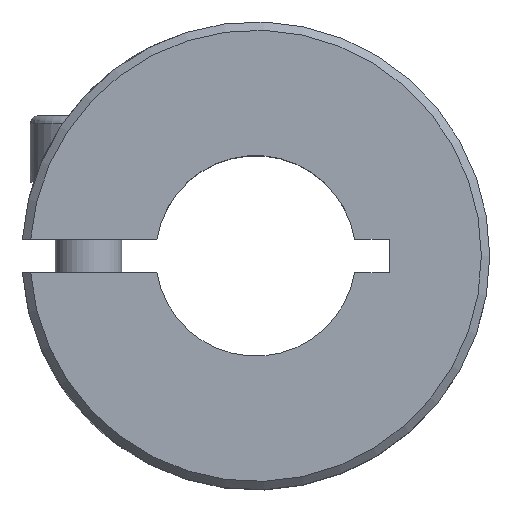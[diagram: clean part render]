
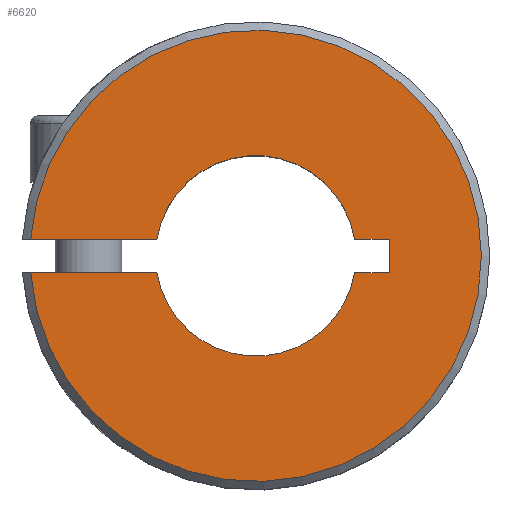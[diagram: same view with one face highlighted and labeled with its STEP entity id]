
A CAD part, top view. The second image highlights one B-rep face of the part: STEP entity #6620.
In plain terms, the highlighted planar face has unit normal (0, 0, 1).
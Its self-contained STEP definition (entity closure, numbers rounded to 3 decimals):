
#2620=CARTESIAN_POINT('',(-5.916,-1.,11.));
#2630=VERTEX_POINT('',#2620);
#2660=CARTESIAN_POINT('',(0.,-1.,11.));
#2670=DIRECTION('',(-1.,0.,0.));
#2680=VECTOR('',#2670,1.);
#2690=LINE('',#2660,#2680);
#2700=CARTESIAN_POINT('',(-13.463,-1.,11.));
#2710=VERTEX_POINT('',#2700);
#2720=EDGE_CURVE('',#2630,#2710,#2690,.T.);
#4970=CARTESIAN_POINT('',(-13.463,1.,11.));
#4980=VERTEX_POINT('',#4970);
#5030=CARTESIAN_POINT('',(0.,0.,11.)
);
#5040=DIRECTION('',(0.,0.,1.));
#5050=DIRECTION('',(-1.,0.,0.));
#5060=AXIS2_PLACEMENT_3D('',#5030,#5040,#5050);
#5070=CIRCLE('',#5060,13.5);
#5080=EDGE_CURVE('',#2710,#4980,#5070,.T.);
#6050=CARTESIAN_POINT('',(40.463,-13.5,11.));
#6060=DIRECTION('',(0.,-0.,1.));
#6070=DIRECTION('',(0.,1.,0.));
#6080=AXIS2_PLACEMENT_3D('',#6050,#6060,#6070);
#6090=PLANE('',#6080);
#6100=CARTESIAN_POINT('',(8.,0.,11.));
#6110=DIRECTION('',(0.,-1.,0.));
#6120=VECTOR('',#6110,1.);
#6130=LINE('',#6100,#6120);
#6140=CARTESIAN_POINT('',(8.,1.,11.));
#6150=VERTEX_POINT('',#6140);
#6160=CARTESIAN_POINT('',(8.,-1.,11.));
#6170=VERTEX_POINT('',#6160);
#6180=EDGE_CURVE('',#6150,#6170,#6130,.T.);
#6190=ORIENTED_EDGE('',*,*,#6180,.T.);
#6200=CARTESIAN_POINT('',(0.,1.,11.));
#6210=DIRECTION('',(1.,0.,0.));
#6220=VECTOR('',#6210,1.);
#6230=LINE('',#6200,#6220);
#6240=CARTESIAN_POINT('',(5.916,1.,11.));
#6250=VERTEX_POINT('',#6240);
#6260=EDGE_CURVE('',#6250,#6150,#6230,.T.);
#6270=ORIENTED_EDGE('',*,*,#6260,.T.);
#6280=CARTESIAN_POINT('',(0.,0.,
11.));
#6290=DIRECTION('',(0.,0.,1.));
#6300=DIRECTION('',(1.,0.,0.));
#6310=AXIS2_PLACEMENT_3D('',#6280,#6290,#6300);
#6320=CIRCLE('',#6310,6.);
#6330=CARTESIAN_POINT('',(-5.916,1.,11.));
#6340=VERTEX_POINT('',#6330);
#6350=EDGE_CURVE('',#6250,#6340,#6320,.T.);
#6360=ORIENTED_EDGE('',*,*,#6350,.F.);
#6370=CARTESIAN_POINT('',(0.,1.,11.));
#6380=DIRECTION('',(1.,0.,0.));
#6390=VECTOR('',#6380,1.);
#6400=LINE('',#6370,#6390);
#6410=EDGE_CURVE('',#4980,#6340,#6400,.T.);
#6420=ORIENTED_EDGE('',*,*,#6410,.T.);
#6430=ORIENTED_EDGE('',*,*,#5080,.T.);
#6440=ORIENTED_EDGE('',*,*,#2720,.T.);
#6450=CARTESIAN_POINT('',(0.,0.,
11.));
#6460=DIRECTION('',(0.,0.,1.));
#6470=DIRECTION('',(1.,0.,0.));
#6480=AXIS2_PLACEMENT_3D('',#6450,#6460,#6470);
#6490=CIRCLE('',#6480,6.);
#6500=CARTESIAN_POINT('',(5.916,-1.,11.));
#6510=VERTEX_POINT('',#6500);
#6520=EDGE_CURVE('',#2630,#6510,#6490,.T.);
#6530=ORIENTED_EDGE('',*,*,#6520,.F.);
#6540=CARTESIAN_POINT('',(0.,-1.,11.));
#6550=DIRECTION('',(-1.,0.,0.));
#6560=VECTOR('',#6550,1.);
#6570=LINE('',#6540,#6560);
#6580=EDGE_CURVE('',#6170,#6510,#6570,.T.);
#6590=ORIENTED_EDGE('',*,*,#6580,.T.);
#6600=EDGE_LOOP('',(#6590,#6530,#6440,#6430,#6420,#6360,#6270,#6190));
#6610=FACE_OUTER_BOUND('',#6600,.T.);
#6620=ADVANCED_FACE('',(#6610),#6090,.T.);
